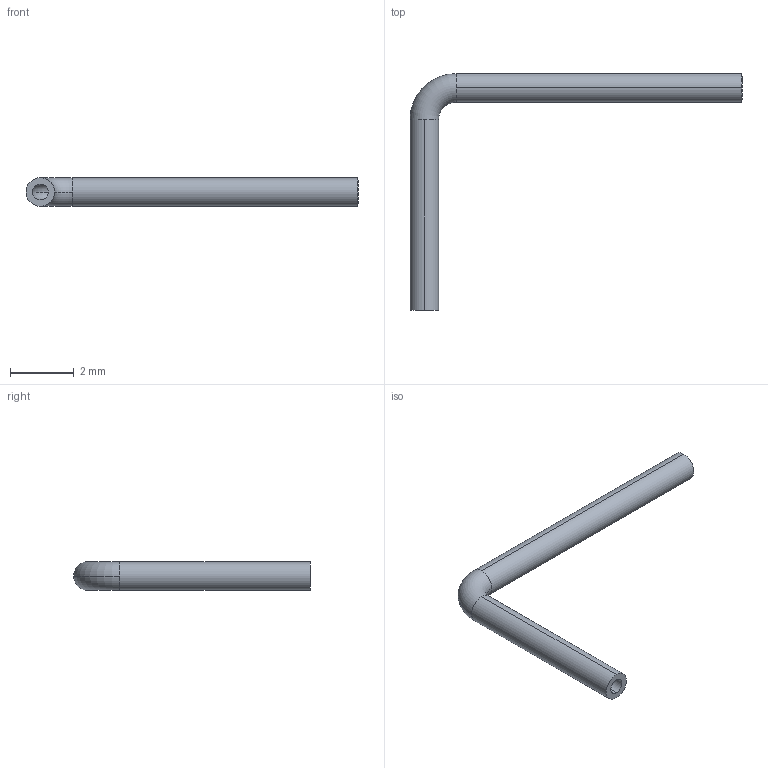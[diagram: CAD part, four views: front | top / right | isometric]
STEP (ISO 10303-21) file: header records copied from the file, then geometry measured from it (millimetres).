
FILE_DESCRIPTION (( 'STEP AP203' ), '1' );
FILE_NAME ('20G pins -hollow- 0.5mmID and 0.9mm OD.STEP', '2025-01-31T11:05:57', ( '' ), ( '' ), 'SwSTEP 2.0', 'SolidWorks 2023', '' );
FILE_SCHEMA (( 'CONFIG_CONTROL_DESIGN' ));
Length unit declared in the file: millimetre
Products named in the file (1): 20G pins -hollow- 0.5mmID and 0.9mm OD
Bounding box: 10.45 x 7.45 x 0.9 mm (x, y, z)
Volume: 7.3 mm3; surface area: 73.8 mm2
Topology: 1 solids, 1 shells, 14 faces, 36 edges, 24 vertices
Faces by surface type: cylinder 8, torus 4, plane 2
Entity records: 529 total; most frequent: DIRECTION 94, CARTESIAN_POINT 75, ORIENTED_EDGE 72, AXIS2_PLACEMENT_3D 43, EDGE_CURVE 36, CIRCLE 28, VERTEX_POINT 24, EDGE_LOOP 16
